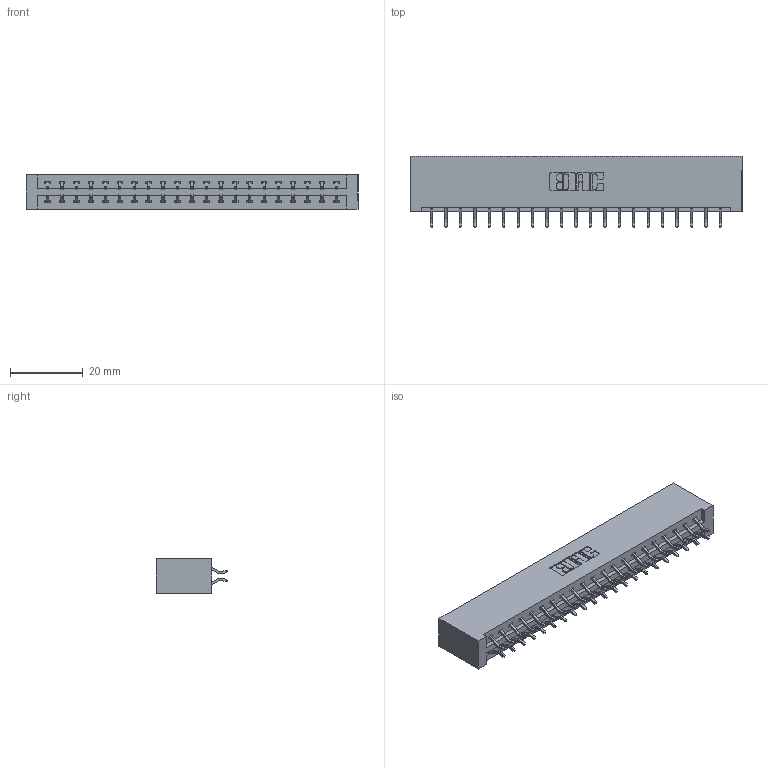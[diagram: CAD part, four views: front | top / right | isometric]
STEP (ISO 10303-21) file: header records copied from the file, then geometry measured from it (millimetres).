
FILE_DESCRIPTION (( 'STEP AP203' ), '1' );
FILE_NAME ('387-042-556-201.STEP', '2019-10-18T04:34:53', ( '' ), ( '' ), 'SwSTEP 2.0', 'SolidWorks 2016', '' );
FILE_SCHEMA (( 'CONFIG_CONTROL_DESIGN' ));
Length unit declared in the file: inch
Products named in the file (3): 387-042-556-201; 337 Part_No Mounting Lugs; 345-292-001_556 Tail
Assembly tree (43 placements, depth 2):
  387-042-556-201
    337 Part_No Mounting Lugs
    345-292-001_556 Tail  x42
Bounding box: 91.08 x 19.57 x 9.4 mm (x, y, z)
Volume: 10078.7 mm3; surface area: 11201.8 mm2
Topology: 43 solids, 43 shells, 2626 faces, 7805 edges, 5146 vertices
Faces by surface type: plane 1830, cylinder 796
Entity records: 18941 total; most frequent: CARTESIAN_POINT 3222, ORIENTED_EDGE 3146, DIRECTION 2761, EDGE_CURVE 1573, LINE 1445, VECTOR 1445, VERTEX_POINT 1046, AXIS2_PLACEMENT_3D 658
